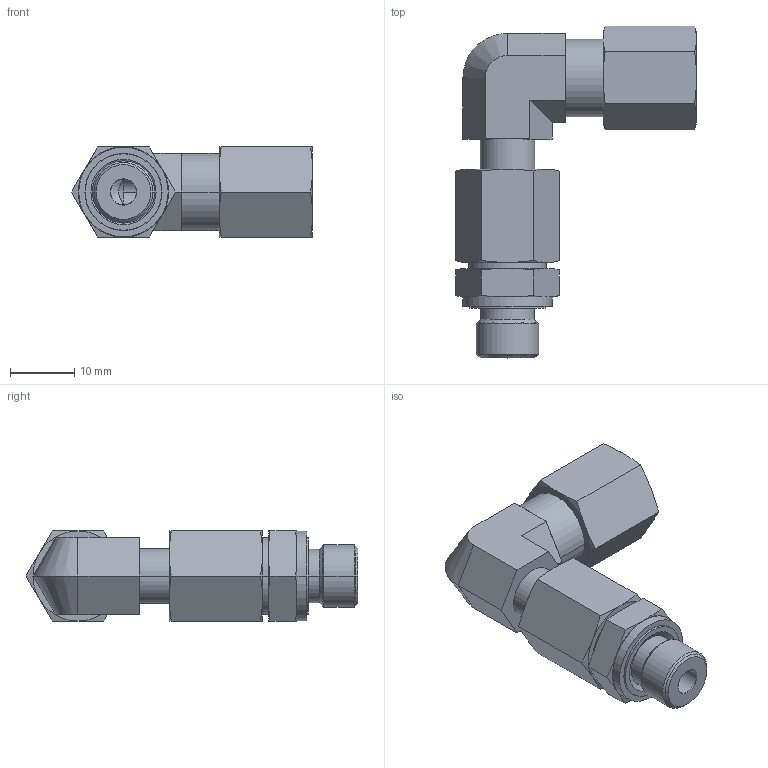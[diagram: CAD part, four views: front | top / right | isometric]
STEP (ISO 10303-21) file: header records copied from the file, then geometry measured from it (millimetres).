
FILE_DESCRIPTION((''),'2;1');
FILE_NAME('ILCM43000013','2009-07-27T',('mes'),(''),'PRO/ENGINEER BY PARAMETRIC TECHNOLOGY CORPORATION, 2007460','PRO/ENGINEER BY PARAMETRIC TECHNOLOGY CORPORATION, 2007460','');
FILE_SCHEMA(('AUTOMOTIVE_DESIGN_CC2 { 1 2 10303 214 -1 1 5 2 }'));
Length unit declared in the file: inch
Products named in the file (1): ILCM43000013
Bounding box: 37.48 x 51.63 x 14 mm (x, y, z)
Volume: 8188.2 mm3; surface area: 6014.4 mm2
Topology: 1 solids, 4 shells, 185 faces, 418 edges, 256 vertices
Faces by surface type: cone 74, plane 57, cylinder 46, torus 8
Entity records: 7042 total; most frequent: CARTESIAN_POINT 1480, DIRECTION 904, ORIENTED_EDGE 832, EDGE_CURVE 418, AXIS2_PLACEMENT_3D 380, VERTEX_POINT 256, EDGE_LOOP 208, CIRCLE 194
